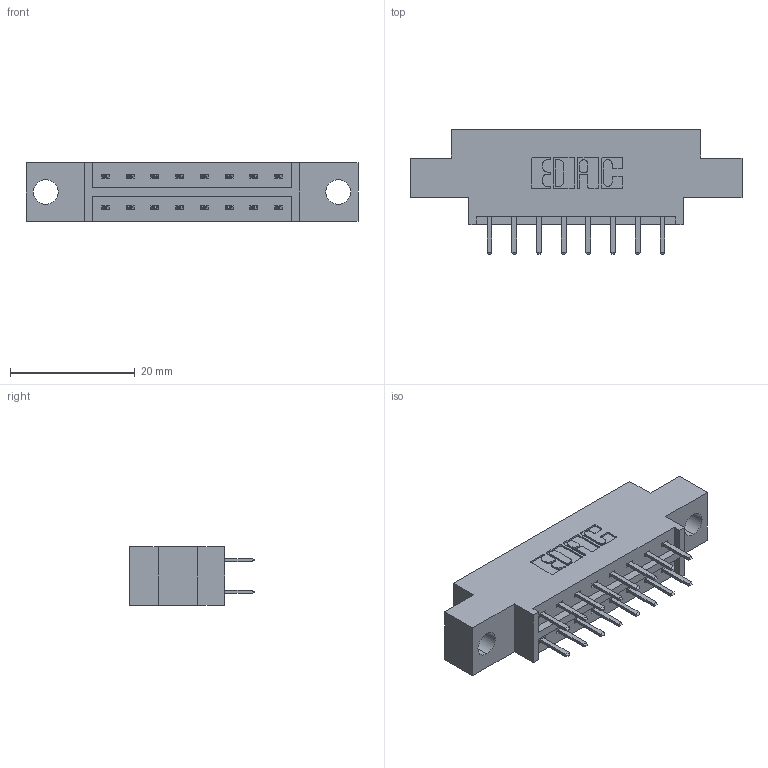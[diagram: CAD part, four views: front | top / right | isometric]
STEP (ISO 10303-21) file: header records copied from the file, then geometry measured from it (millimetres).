
FILE_DESCRIPTION (( 'STEP AP203' ), '1' );
FILE_NAME ('333-016-520-804.STEP', '2018-08-01T11:23:43', ( '' ), ( '' ), 'SwSTEP 2.0', 'SolidWorks 2016', '' );
FILE_SCHEMA (( 'CONFIG_CONTROL_DESIGN' ));
Length unit declared in the file: inch
Products named in the file (3): 333 Part_Offset - .156 Dia - TH; 345-292-001_345-293-120; 333-016-520-804
Assembly tree (17 placements, depth 2):
  333-016-520-804
    333 Part_Offset - .156 Dia - TH
    345-292-001_345-293-120  x16
Bounding box: 53.24 x 20.02 x 9.4 mm (x, y, z)
Volume: 4794.7 mm3; surface area: 5304.8 mm2
Topology: 17 solids, 17 shells, 1014 faces, 2931 edges, 1910 vertices
Faces by surface type: plane 682, cylinder 332
Entity records: 9793 total; most frequent: CARTESIAN_POINT 1678, ORIENTED_EDGE 1602, DIRECTION 1481, EDGE_CURVE 801, LINE 669, VECTOR 669, VERTEX_POINT 530, AXIS2_PLACEMENT_3D 406
